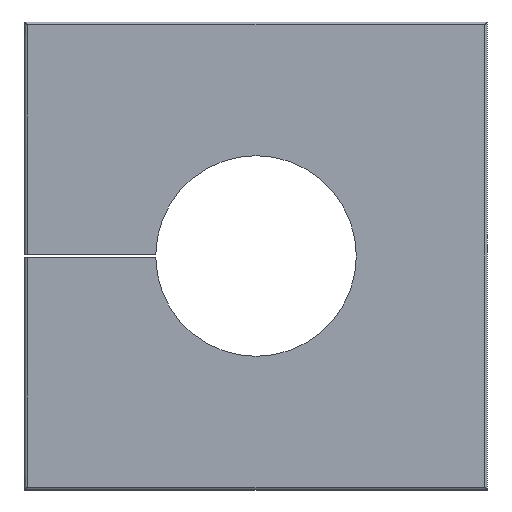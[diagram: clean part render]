
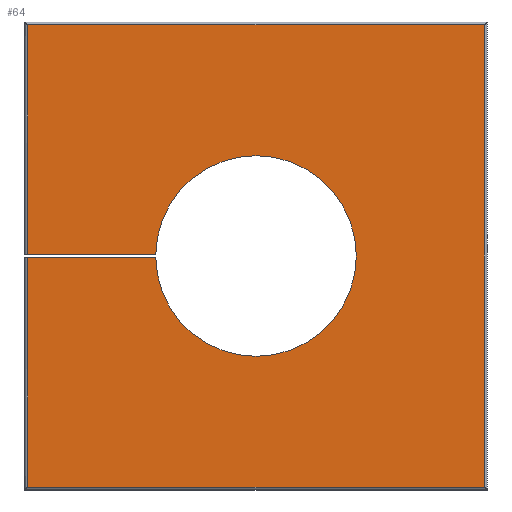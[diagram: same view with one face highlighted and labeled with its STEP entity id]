
A CAD part, front view. The second image highlights one B-rep face of the part: STEP entity #64.
In plain terms, the highlighted planar face has unit normal (0, -1, 0).
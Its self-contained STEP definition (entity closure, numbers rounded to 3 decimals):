
#64=ADVANCED_FACE('NONE',(#173),#174,.T.);
#173=FACE_OUTER_BOUND('',#354,.T.);
#174=PLANE('',#355);
#354=EDGE_LOOP('',(#1193,#1194,#1195,#1196,#1197,#1198,#1199,#1200,#1201,#1202));
#355=AXIS2_PLACEMENT_3D('',#1203,#1204,#1205);
#1193=ORIENTED_EDGE('',*,*,#1806,.F.);
#1194=ORIENTED_EDGE('',*,*,#1807,.T.);
#1195=ORIENTED_EDGE('',*,*,#1808,.T.);
#1196=ORIENTED_EDGE('',*,*,#1809,.T.);
#1197=ORIENTED_EDGE('',*,*,#1810,.T.);
#1198=ORIENTED_EDGE('',*,*,#1811,.T.);
#1199=ORIENTED_EDGE('',*,*,#1812,.T.);
#1200=ORIENTED_EDGE('',*,*,#1813,.T.);
#1201=ORIENTED_EDGE('',*,*,#1721,.T.);
#1202=ORIENTED_EDGE('',*,*,#1717,.T.);
#1203=CARTESIAN_POINT('',(-20.75,0.0,-21.0));
#1204=DIRECTION('',(0.0,-1.0,0.0));
#1205=DIRECTION('',(0.0,0.0,-1.0));
#1717=EDGE_CURVE('NONE',#1956,#1957,#1958,.T.);
#1721=EDGE_CURVE('NONE',#1964,#1956,#1965,.T.);
#1806=EDGE_CURVE('NONE',#2122,#1957,#2123,.T.);
#1807=EDGE_CURVE('NONE',#2122,#2124,#2125,.T.);
#1808=EDGE_CURVE('NONE',#2124,#2126,#2127,.T.);
#1809=EDGE_CURVE('NONE',#2126,#2128,#2129,.T.);
#1810=EDGE_CURVE('NONE',#2128,#2130,#2131,.T.);
#1811=EDGE_CURVE('NONE',#2130,#2132,#2133,.T.);
#1812=EDGE_CURVE('NONE',#2132,#2134,#2135,.T.);
#1813=EDGE_CURVE('NONE',#2134,#1964,#2136,.T.);
#1956=VERTEX_POINT('NONE',#2347);
#1957=VERTEX_POINT('NONE',#2348);
#1958=CIRCLE('',#2349,9.0);
#1964=VERTEX_POINT('NONE',#2357);
#1965=CIRCLE('',#2358,9.0);
#2122=VERTEX_POINT('NONE',#2710);
#2123=LINE('',#2711,#2712);
#2124=VERTEX_POINT('NONE',#2713);
#2125=LINE('',#2714,#2715);
#2126=VERTEX_POINT('NONE',#2716);
#2127=LINE('',#2717,#2718);
#2128=VERTEX_POINT('NONE',#2719);
#2129=LINE('',#2720,#2721);
#2130=VERTEX_POINT('NONE',#2722);
#2131=LINE('',#2723,#2724);
#2132=VERTEX_POINT('NONE',#2725);
#2133=LINE('',#2726,#2727);
#2134=VERTEX_POINT('NONE',#2728);
#2135=LINE('',#2729,#2730);
#2136=CIRCLE('',#2731,9.0);
#2347=CARTESIAN_POINT('',(0.,0.0,-9.0));
#2348=CARTESIAN_POINT('',(-8.999,0.0,-0.15));
#2349=AXIS2_PLACEMENT_3D('',#3509,#3510,#3511);
#2357=CARTESIAN_POINT('',(0.0,0.0,9.0));
#2358=AXIS2_PLACEMENT_3D('',#3517,#3518,#3519);
#2710=CARTESIAN_POINT('',(-20.5,0.0,-0.15));
#2711=CARTESIAN_POINT('',(-20.75,0.0,-0.15));
#2712=VECTOR('',#3599,1000.0);
#2713=CARTESIAN_POINT('',(-20.5,0.0,-20.75));
#2714=CARTESIAN_POINT('',(-20.5,0.0,-21.0));
#2715=VECTOR('',#3600,1000.0);
#2716=CARTESIAN_POINT('',(20.5,0.0,-20.75));
#2717=CARTESIAN_POINT('',(20.75,0.0,-20.75));
#2718=VECTOR('',#3601,1000.0);
#2719=CARTESIAN_POINT('',(20.5,0.0,20.75));
#2720=CARTESIAN_POINT('',(20.5,0.0,21.0));
#2721=VECTOR('',#3602,1000.0);
#2722=CARTESIAN_POINT('',(-20.5,0.0,20.75));
#2723=CARTESIAN_POINT('',(-20.75,0.0,20.75));
#2724=VECTOR('',#3603,1000.0);
#2725=CARTESIAN_POINT('',(-20.5,0.0,0.15));
#2726=CARTESIAN_POINT('',(-20.5,0.0,0.15));
#2727=VECTOR('',#3604,1000.0);
#2728=CARTESIAN_POINT('',(-8.999,0.0,0.15));
#2729=CARTESIAN_POINT('',(-20.75,0.0,0.15));
#2730=VECTOR('',#3605,1000.0);
#2731=AXIS2_PLACEMENT_3D('',#3606,#3607,#3608);
#3509=CARTESIAN_POINT('',(0.0,0.0,0.0));
#3510=DIRECTION('',(0.0,1.0,0.0));
#3511=DIRECTION('',(0.0,0.0,-1.0));
#3517=CARTESIAN_POINT('',(0.0,0.0,0.0));
#3518=DIRECTION('',(0.0,1.0,0.0));
#3519=DIRECTION('',(0.0,0.0,-1.0));
#3599=DIRECTION('',(1.0,0.0,0.0));
#3600=DIRECTION('',(-0.0,-0.0,-1.0));
#3601=DIRECTION('',(1.0,-0.0,-0.0));
#3602=DIRECTION('',(0.,-0.0,1.0));
#3603=DIRECTION('',(-1.0,-0.0,0.0));
#3604=DIRECTION('',(-0.0,-0.0,-1.0));
#3605=DIRECTION('',(1.0,0.0,0.0));
#3606=CARTESIAN_POINT('',(0.0,0.0,0.0));
#3607=DIRECTION('',(0.0,1.0,0.0));
#3608=DIRECTION('',(0.0,0.0,-1.0));
